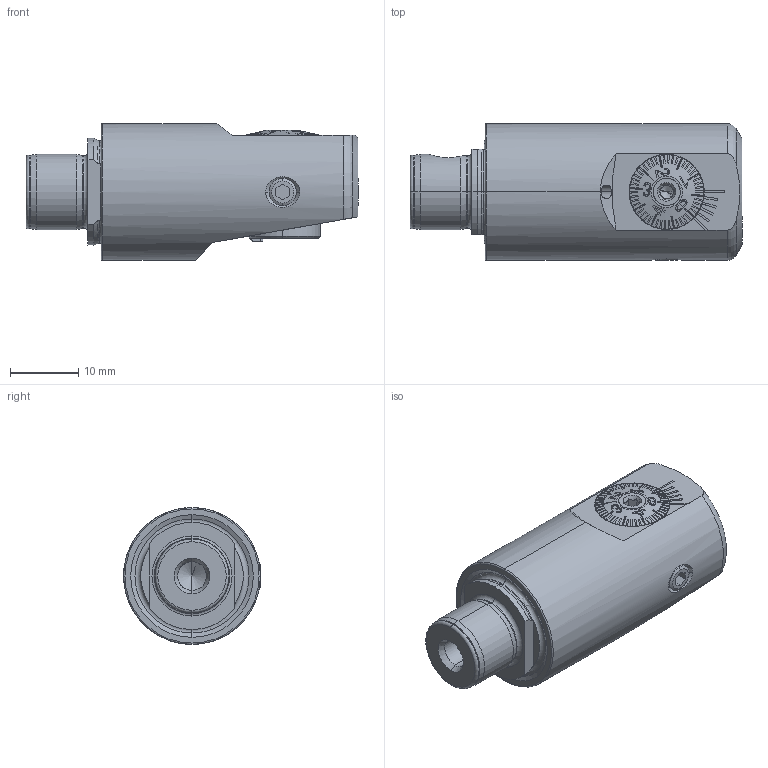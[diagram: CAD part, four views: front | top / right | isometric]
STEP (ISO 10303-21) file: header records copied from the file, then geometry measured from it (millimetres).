
FILE_DESCRIPTION (( 'STEP AP203' ), '1' );
FILE_NAME ('MB1.F20.K11.040.STEP', '2013-09-25T14:13:36', ( 'baer' ), ( 'Hewlett-Packard Company' ), 'SwSTEP 2.0', 'SolidWorks 2012', '' );
FILE_SCHEMA (( 'CONFIG_CONTROL_DESIGN' ));
Length unit declared in the file: millimetre
Products named in the file (15): MB1.F20.K11.040; F20; Zyl..schr..BN 9524_M3x5; ISO 4026 - M4 x 3; Klebstoff D4; F20-BG3.004.017_A; F20-BG1.012.011; F20-BG1.008.006_A; F20-BG2.007.006_A; DIN 3771 - 11x1_x; F20-BG2.011.004_A; F20-BG2.011.003_A; F20-BG2.008.009_A; F20-BG1.002.011_C; MB1-F20.K10.040_C
Assembly tree (14 placements, depth 4):
  MB1.F20.K11.040
    MB1-F20.K10.040_C
    F20
      F20-BG1.012.011
        F20-BG1.002.011_C
        F20-BG2.008.009_A
        F20-BG2.011.003_A
        F20-BG2.011.004_A
        DIN 3771 - 11x1_x
        F20-BG2.007.006_A
        F20-BG1.008.006_A
      F20-BG3.004.017_A
      Klebstoff D4
      ISO 4026 - M4 x 3
      Zyl..schr..BN 9524_M3x5
Bounding box: 48.5 x 20 x 20 mm (x, y, z)
Volume: 10816.2 mm3; surface area: 7008 mm2
Topology: 12 solids, 12 shells, 620 faces, 1607 edges, 1018 vertices
Faces by surface type: plane 269, cone 161, cylinder 102, torus 52, bspline 36
Entity records: 23020 total; most frequent: CARTESIAN_POINT 7116, ORIENTED_EDGE 3194, DIRECTION 2724, EDGE_CURVE 1597, AXIS2_PLACEMENT_3D 1075, VERTEX_POINT 1018, EDGE_LOOP 661, ADVANCED_FACE 620
